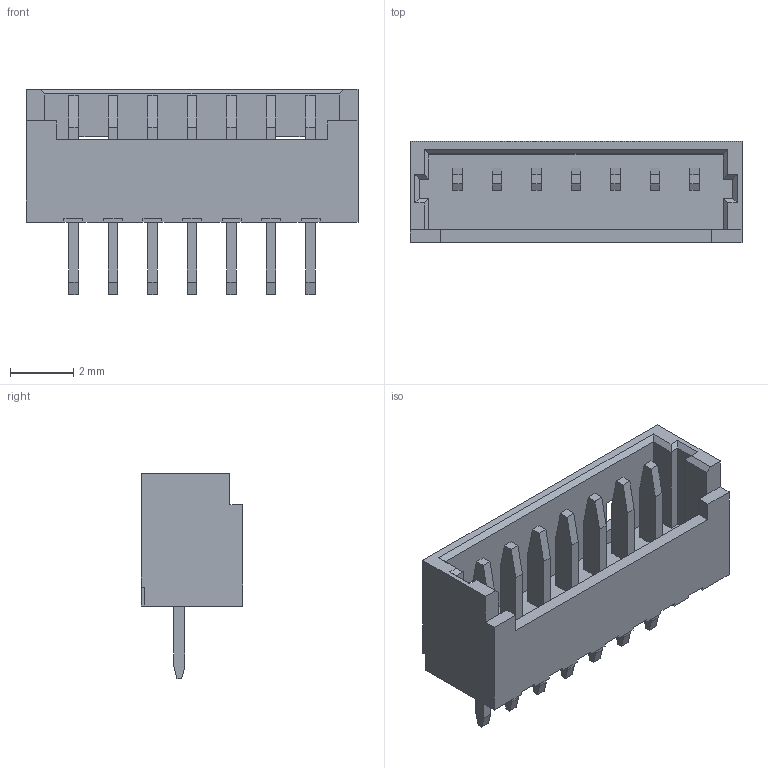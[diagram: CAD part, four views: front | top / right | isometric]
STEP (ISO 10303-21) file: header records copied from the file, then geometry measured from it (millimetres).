
FILE_DESCRIPTION(/* description */ ('Unknown'),/* implementation_level */ '2;1');
FILE_NAME(/* name */ '653007114822',/* time_stamp */ '2018-06-05T16:50:55+02:00',/* author */ ('Unknown'),/* organization */ ('Unknown'),/* preprocessor_version */ 'ST-DEVELOPER v16.7',/* originating_system */ 'DEX',/* authorisation */ $);
FILE_SCHEMA (('AUTOMOTIVE_DESIGN {1 0 10303 214 3 1 1}'));
Length unit declared in the file: millimetre
Products named in the file (3): 6530xx114822; 653007114822; 6530xx114822_PIN
Assembly tree (8 placements, depth 2):
  6530xx114822
    653007114822
    6530xx114822_PIN  x7
Bounding box: 10.5 x 3.2 x 6.5 mm (x, y, z)
Volume: 67.7 mm3; surface area: 308.7 mm2
Topology: 8 solids, 8 shells, 247 faces, 681 edges, 450 vertices
Faces by surface type: plane 247
Entity records: 5343 total; most frequent: CARTESIAN_POINT 943, ORIENTED_EDGE 930, DIRECTION 809, EDGE_CURVE 465, LINE 465, VECTOR 465, VERTEX_POINT 306, EDGE_LOOP 181
